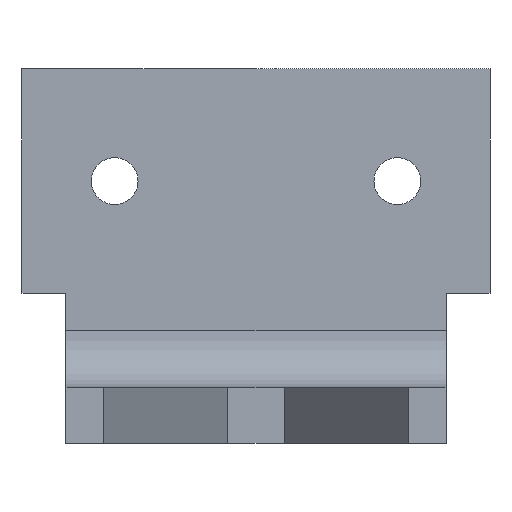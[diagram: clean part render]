
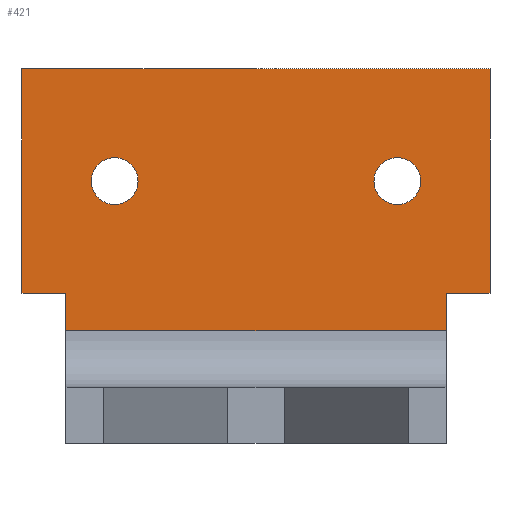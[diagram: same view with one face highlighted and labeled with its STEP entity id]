
A CAD part, front view. The second image highlights one B-rep face of the part: STEP entity #421.
In plain terms, the highlighted planar face has unit normal (0, -1, 0).
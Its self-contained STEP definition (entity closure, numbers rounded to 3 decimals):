
#15=FACE_BOUND('',#64,.T.);
#16=FACE_BOUND('',#65,.T.);
#20=CIRCLE('',#466,1.25);
#22=CIRCLE('',#469,1.25);
#39=FACE_OUTER_BOUND('',#63,.T.);
#63=EDGE_LOOP('',(#309,#310,#311,#312,#313,#314,#315,#316));
#64=EDGE_LOOP('',(#317));
#65=EDGE_LOOP('',(#318));
#83=LINE('',#612,#133);
#87=LINE('',#620,#137);
#90=LINE('',#627,#140);
#94=LINE('',#635,#144);
#103=LINE('',#664,#153);
#104=LINE('',#667,#154);
#105=LINE('',#668,#155);
#106=LINE('',#669,#156);
#133=VECTOR('',#496,10.);
#137=VECTOR('',#502,10.);
#140=VECTOR('',#507,10.);
#144=VECTOR('',#513,10.);
#153=VECTOR('',#542,10.);
#154=VECTOR('',#545,10.);
#155=VECTOR('',#546,10.);
#156=VECTOR('',#547,10.);
#183=VERTEX_POINT('',#610);
#184=VERTEX_POINT('',#611);
#187=VERTEX_POINT('',#619);
#189=VERTEX_POINT('',#625);
#190=VERTEX_POINT('',#626);
#193=VERTEX_POINT('',#634);
#196=VERTEX_POINT('',#642);
#198=VERTEX_POINT('',#648);
#203=VERTEX_POINT('',#662);
#204=VERTEX_POINT('',#666);
#219=EDGE_CURVE('',#183,#184,#83,.T.);
#223=EDGE_CURVE('',#184,#187,#87,.T.);
#226=EDGE_CURVE('',#189,#190,#90,.T.);
#230=EDGE_CURVE('',#190,#193,#94,.T.);
#235=EDGE_CURVE('',#196,#196,#20,.T.);
#238=EDGE_CURVE('',#198,#198,#22,.T.);
#245=EDGE_CURVE('',#203,#183,#103,.T.);
#246=EDGE_CURVE('',#203,#204,#104,.T.);
#247=EDGE_CURVE('',#204,#193,#105,.T.);
#248=EDGE_CURVE('',#187,#189,#106,.T.);
#309=ORIENTED_EDGE('',*,*,#246,.T.);
#310=ORIENTED_EDGE('',*,*,#247,.T.);
#311=ORIENTED_EDGE('',*,*,#230,.F.);
#312=ORIENTED_EDGE('',*,*,#226,.F.);
#313=ORIENTED_EDGE('',*,*,#248,.F.);
#314=ORIENTED_EDGE('',*,*,#223,.F.);
#315=ORIENTED_EDGE('',*,*,#219,.F.);
#316=ORIENTED_EDGE('',*,*,#245,.F.);
#317=ORIENTED_EDGE('',*,*,#235,.T.);
#318=ORIENTED_EDGE('',*,*,#238,.T.);
#398=PLANE('',#474);
#421=ADVANCED_FACE('',(#39,#15,#16),#398,.T.);
#466=AXIS2_PLACEMENT_3D('',#644,#521,#522);
#469=AXIS2_PLACEMENT_3D('',#650,#528,#529);
#474=AXIS2_PLACEMENT_3D('',#665,#543,#544);
#496=DIRECTION('',(-1.,0.,0.));
#502=DIRECTION('',(0.,0.,1.));
#507=DIRECTION('',(0.,0.,-1.));
#513=DIRECTION('',(-1.,0.,0.));
#521=DIRECTION('center_axis',(0.,1.,0.));
#522=DIRECTION('ref_axis',(-1.,0.,0.));
#528=DIRECTION('center_axis',(0.,1.,0.));
#529=DIRECTION('ref_axis',(-1.,0.,0.));
#542=DIRECTION('',(0.,0.,1.));
#543=DIRECTION('center_axis',(0.,-1.,0.));
#544=DIRECTION('ref_axis',(1.,0.,0.));
#545=DIRECTION('',(1.,0.,0.));
#546=DIRECTION('',(0.,0.,1.));
#547=DIRECTION('',(1.,0.,0.));
#610=CARTESIAN_POINT('',(-10.15,1.,8.));
#611=CARTESIAN_POINT('',(-12.5,1.,8.));
#612=CARTESIAN_POINT('',(-12.5,1.,8.));
#619=CARTESIAN_POINT('',(-12.5,1.,20.));
#620=CARTESIAN_POINT('',(-12.5,1.,20.));
#625=CARTESIAN_POINT('',(12.5,1.,20.));
#626=CARTESIAN_POINT('',(12.5,1.,8.));
#627=CARTESIAN_POINT('',(12.5,1.,20.));
#634=CARTESIAN_POINT('',(10.15,1.,8.));
#635=CARTESIAN_POINT('',(12.5,1.,8.));
#642=CARTESIAN_POINT('',(-6.3,1.,14.));
#644=CARTESIAN_POINT('Origin',(-7.55,1.,14.));
#648=CARTESIAN_POINT('',(8.8,1.,14.));
#650=CARTESIAN_POINT('Origin',(7.55,1.,14.));
#662=CARTESIAN_POINT('',(-10.15,1.,6.));
#664=CARTESIAN_POINT('',(-10.15,1.,-0.786));
#665=CARTESIAN_POINT('Origin',(0.,1.,9.607));
#666=CARTESIAN_POINT('',(10.15,1.,6.));
#667=CARTESIAN_POINT('',(0.,1.,6.));
#668=CARTESIAN_POINT('',(10.15,1.,-0.786));
#669=CARTESIAN_POINT('',(-10.15,1.,20.));
